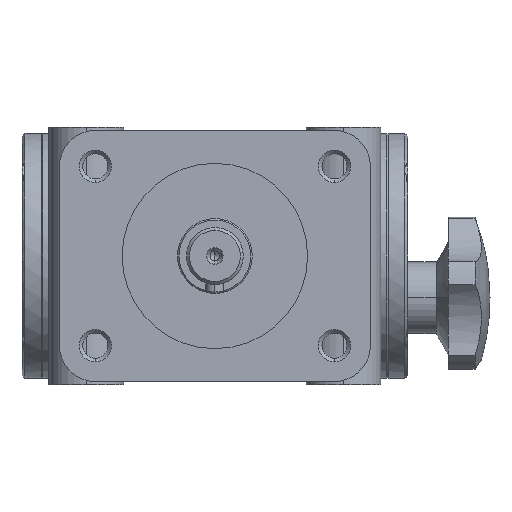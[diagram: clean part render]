
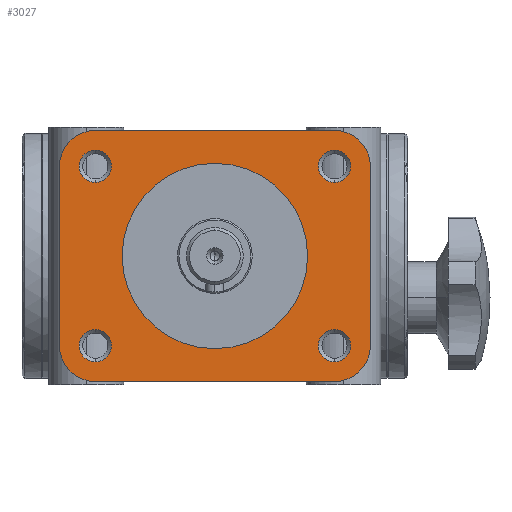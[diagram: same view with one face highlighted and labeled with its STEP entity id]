
A CAD part, left-side view. The second image highlights one B-rep face of the part: STEP entity #3027.
In plain terms, the highlighted planar face has unit normal (-1, 0, 0).
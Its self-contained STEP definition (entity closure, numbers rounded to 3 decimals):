
#3027=ADVANCED_FACE('',(#6278,#6279,#6280,#6281,#6282,#6283),#6284,.T.);
#6278=FACE_OUTER_BOUND('',#9968,.T.);
#6279=FACE_BOUND('',#9969,.T.);
#6280=FACE_BOUND('',#9970,.T.);
#6281=FACE_BOUND('',#9971,.T.);
#6282=FACE_BOUND('',#9972,.T.);
#6283=FACE_BOUND('',#9973,.T.);
#6284=PLANE('',#9974);
#9968=EDGE_LOOP('',(#24441,#24442,#24443,#24444,#24445,#24446,#24447,#24448));
#9969=EDGE_LOOP('',(#24449,#24450));
#9970=EDGE_LOOP('',(#24451,#24452));
#9971=EDGE_LOOP('',(#24453,#24454));
#9972=EDGE_LOOP('',(#24455,#24456));
#9973=EDGE_LOOP('',(#24457,#24458));
#9974=AXIS2_PLACEMENT_3D('',#24459,#24460,#24461);
#24441=ORIENTED_EDGE('',*,*,#28482,.T.);
#24442=ORIENTED_EDGE('',*,*,#29543,.T.);
#24443=ORIENTED_EDGE('',*,*,#27000,.T.);
#24444=ORIENTED_EDGE('',*,*,#30307,.T.);
#24445=ORIENTED_EDGE('',*,*,#28179,.T.);
#24446=ORIENTED_EDGE('',*,*,#28997,.T.);
#24447=ORIENTED_EDGE('',*,*,#27053,.T.);
#24448=ORIENTED_EDGE('',*,*,#29958,.T.);
#24449=ORIENTED_EDGE('',*,*,#28816,.T.);
#24450=ORIENTED_EDGE('',*,*,#29981,.T.);
#24451=ORIENTED_EDGE('',*,*,#29063,.T.);
#24452=ORIENTED_EDGE('',*,*,#28504,.T.);
#24453=ORIENTED_EDGE('',*,*,#26525,.T.);
#24454=ORIENTED_EDGE('',*,*,#30322,.T.);
#24455=ORIENTED_EDGE('',*,*,#27453,.T.);
#24456=ORIENTED_EDGE('',*,*,#30351,.T.);
#24457=ORIENTED_EDGE('',*,*,#30319,.T.);
#24458=ORIENTED_EDGE('',*,*,#28673,.T.);
#24459=CARTESIAN_POINT('',(-91.0,-40.0,-30.0));
#24460=DIRECTION('',(-1.0,0.0,0.0));
#24461=DIRECTION('',(0.0,0.0,1.0));
#26525=EDGE_CURVE('',#30587,#30592,#30594,.F.);
#27000=EDGE_CURVE('',#31459,#31457,#31460,.T.);
#27053=EDGE_CURVE('',#31552,#31550,#31553,.T.);
#27453=EDGE_CURVE('',#32237,#32239,#32241,.F.);
#28179=EDGE_CURVE('',#33446,#33444,#33447,.T.);
#28482=EDGE_CURVE('',#33900,#33898,#33901,.T.);
#28504=EDGE_CURVE('',#33934,#33931,#33935,.F.);
#28673=EDGE_CURVE('',#34185,#34183,#34186,.F.);
#28816=EDGE_CURVE('',#34397,#34402,#34404,.T.);
#28997=EDGE_CURVE('',#33444,#31552,#34666,.T.);
#29063=EDGE_CURVE('',#33931,#33934,#34758,.F.);
#29543=EDGE_CURVE('',#33898,#31459,#35386,.T.);
#29958=EDGE_CURVE('',#31550,#33900,#35889,.T.);
#29981=EDGE_CURVE('',#34402,#34397,#35914,.T.);
#30307=EDGE_CURVE('',#31457,#33446,#36288,.T.);
#30319=EDGE_CURVE('',#34183,#34185,#36300,.F.);
#30322=EDGE_CURVE('',#30592,#30587,#36303,.F.);
#30351=EDGE_CURVE('',#32239,#32237,#36333,.F.);
#30587=VERTEX_POINT('',#36636);
#30592=VERTEX_POINT('',#36642);
#30594=CIRCLE('',#36645,5.388);
#31457=VERTEX_POINT('',#39450);
#31459=VERTEX_POINT('',#39453);
#31460=LINE('',#39454,#39455);
#31550=VERTEX_POINT('',#39803);
#31552=VERTEX_POINT('',#39806);
#31553=LINE('',#39807,#39808);
#32237=VERTEX_POINT('',#42253);
#32239=VERTEX_POINT('',#42256);
#32241=CIRCLE('',#42259,5.388);
#33444=VERTEX_POINT('',#47450);
#33446=VERTEX_POINT('',#47453);
#33447=LINE('',#47454,#47455);
#33898=VERTEX_POINT('',#49066);
#33900=VERTEX_POINT('',#49069);
#33901=LINE('',#49070,#49071);
#33931=VERTEX_POINT('',#49231);
#33934=VERTEX_POINT('',#49235);
#33935=CIRCLE('',#49236,5.388);
#34183=VERTEX_POINT('',#50286);
#34185=VERTEX_POINT('',#50289);
#34186=CIRCLE('',#50290,5.388);
#34397=VERTEX_POINT('',#51460);
#34402=VERTEX_POINT('',#51466);
#34404=CIRCLE('',#51469,31.0);
#34666=CIRCLE('',#52198,12.0);
#34758=CIRCLE('',#52546,5.388);
#35386=CIRCLE('',#54931,12.0);
#35889=CIRCLE('',#57032,12.0);
#35914=CIRCLE('',#57126,31.0);
#36288=CIRCLE('',#58494,12.0);
#36300=CIRCLE('',#58508,5.388);
#36303=CIRCLE('',#58511,5.388);
#36333=CIRCLE('',#58550,5.388);
#36636=CARTESIAN_POINT('',(-91.0,-40.0,35.388));
#36642=CARTESIAN_POINT('',(-91.0,-40.0,24.612));
#36645=AXIS2_PLACEMENT_3D('',#58853,#58854,#58855);
#39450=CARTESIAN_POINT('',(-91.0,-52.0,30.0));
#39453=CARTESIAN_POINT('',(-91.0,-52.0,-30.0));
#39454=CARTESIAN_POINT('',(-91.0,-52.0,-30.0));
#39455=VECTOR('',#59217,1000.0);
#39803=CARTESIAN_POINT('',(-91.0,52.0,-30.0));
#39806=CARTESIAN_POINT('',(-91.0,52.0,30.0));
#39807=CARTESIAN_POINT('',(-91.0,52.0,30.0));
#39808=VECTOR('',#59246,1000.0);
#42253=CARTESIAN_POINT('',(-91.0,-40.0,-24.612));
#42256=CARTESIAN_POINT('',(-91.0,-40.0,-35.388));
#42259=AXIS2_PLACEMENT_3D('',#59570,#59571,#59572);
#47450=CARTESIAN_POINT('',(-91.0,40.0,42.0));
#47453=CARTESIAN_POINT('',(-91.0,-40.0,42.0));
#47454=CARTESIAN_POINT('',(-91.0,-40.0,42.0));
#47455=VECTOR('',#60102,1000.0);
#49066=CARTESIAN_POINT('',(-91.0,-40.0,-42.0));
#49069=CARTESIAN_POINT('',(-91.0,40.0,-42.0));
#49070=CARTESIAN_POINT('',(-91.0,40.0,-42.0));
#49071=VECTOR('',#60347,1000.0);
#49231=CARTESIAN_POINT('',(-91.0,40.0,35.388));
#49235=CARTESIAN_POINT('',(-91.0,40.0,24.612));
#49236=AXIS2_PLACEMENT_3D('',#60356,#60357,#60358);
#50286=CARTESIAN_POINT('',(-91.0,40.0,-24.612));
#50289=CARTESIAN_POINT('',(-91.0,40.0,-35.388));
#50290=AXIS2_PLACEMENT_3D('',#60458,#60459,#60460);
#51460=CARTESIAN_POINT('',(-91.0,0.,31.0));
#51466=CARTESIAN_POINT('',(-91.0,0.,-31.0));
#51469=AXIS2_PLACEMENT_3D('',#60578,#60579,#60580);
#52198=AXIS2_PLACEMENT_3D('',#60726,#60727,#60728);
#52546=AXIS2_PLACEMENT_3D('',#60773,#60774,#60775);
#54931=AXIS2_PLACEMENT_3D('',#61108,#61109,#61110);
#57032=AXIS2_PLACEMENT_3D('',#61364,#61365,#61366);
#57126=AXIS2_PLACEMENT_3D('',#61379,#61380,#61381);
#58494=AXIS2_PLACEMENT_3D('',#61579,#61580,#61581);
#58508=AXIS2_PLACEMENT_3D('',#61586,#61587,#61588);
#58511=AXIS2_PLACEMENT_3D('',#61589,#61590,#61591);
#58550=AXIS2_PLACEMENT_3D('',#61598,#61599,#61600);
#58853=CARTESIAN_POINT('',(-91.0,-40.0,30.0));
#58854=DIRECTION('',(-1.0,0.0,0.0));
#58855=DIRECTION('',(0.0,0.0,1.0));
#59217=DIRECTION('',(0.0,0.0,1.0));
#59246=DIRECTION('',(0.0,0.0,-1.0));
#59570=CARTESIAN_POINT('',(-91.0,-40.0,-30.0));
#59571=DIRECTION('',(-1.0,0.0,0.0));
#59572=DIRECTION('',(0.0,0.0,1.0));
#60102=DIRECTION('',(0.0,1.0,0.0));
#60347=DIRECTION('',(0.0,-1.0,0.0));
#60356=CARTESIAN_POINT('',(-91.0,40.0,30.0));
#60357=DIRECTION('',(-1.0,0.0,0.0));
#60358=DIRECTION('',(0.0,0.0,1.0));
#60458=CARTESIAN_POINT('',(-91.0,40.0,-30.0));
#60459=DIRECTION('',(-1.0,0.0,0.0));
#60460=DIRECTION('',(0.0,0.0,1.0));
#60578=CARTESIAN_POINT('',(-91.0,0.,0.));
#60579=DIRECTION('',(1.0,0.0,-0.0));
#60580=DIRECTION('',(0.0,0.0,1.0));
#60726=CARTESIAN_POINT('',(-91.0,40.0,30.0));
#60727=DIRECTION('',(-1.0,0.0,0.0));
#60728=DIRECTION('',(0.0,-1.0,0.0));
#60773=CARTESIAN_POINT('',(-91.0,40.0,30.0));
#60774=DIRECTION('',(-1.0,0.0,0.0));
#60775=DIRECTION('',(0.0,0.0,1.0));
#61108=CARTESIAN_POINT('',(-91.0,-40.0,-30.0));
#61109=DIRECTION('',(-1.0,0.0,0.0));
#61110=DIRECTION('',(0.0,1.0,0.0));
#61364=CARTESIAN_POINT('',(-91.0,40.0,-30.0));
#61365=DIRECTION('',(-1.0,0.0,0.0));
#61366=DIRECTION('',(0.0,1.0,0.0));
#61379=CARTESIAN_POINT('',(-91.0,0.,0.));
#61380=DIRECTION('',(1.0,0.0,-0.0));
#61381=DIRECTION('',(0.0,0.0,1.0));
#61579=CARTESIAN_POINT('',(-91.0,-40.0,30.0));
#61580=DIRECTION('',(-1.0,0.0,0.0));
#61581=DIRECTION('',(0.0,1.0,0.0));
#61586=CARTESIAN_POINT('',(-91.0,40.0,-30.0));
#61587=DIRECTION('',(-1.0,0.0,0.0));
#61588=DIRECTION('',(0.0,0.0,1.0));
#61589=CARTESIAN_POINT('',(-91.0,-40.0,30.0));
#61590=DIRECTION('',(-1.0,0.0,0.0));
#61591=DIRECTION('',(0.0,0.0,1.0));
#61598=CARTESIAN_POINT('',(-91.0,-40.0,-30.0));
#61599=DIRECTION('',(-1.0,0.0,0.0));
#61600=DIRECTION('',(0.0,0.0,1.0));
